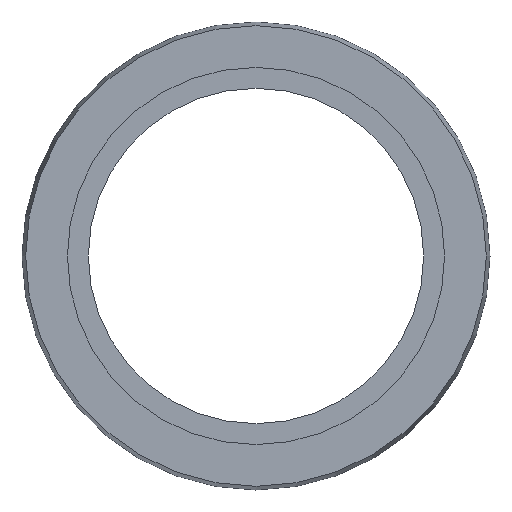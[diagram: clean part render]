
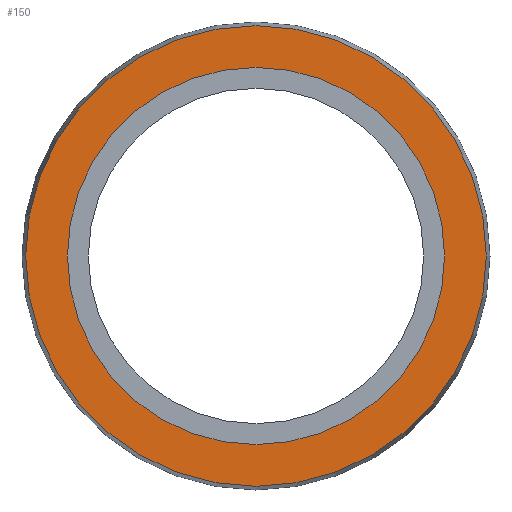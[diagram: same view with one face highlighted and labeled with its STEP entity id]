
A CAD part, left-side view. The second image highlights one B-rep face of the part: STEP entity #150.
In plain terms, the highlighted planar face has unit normal (-1, 0, 0).
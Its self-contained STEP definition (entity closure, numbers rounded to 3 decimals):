
#29=ORIENTED_EDGE('',*,*,#55,.F.);
#30=ORIENTED_EDGE('',*,*,#56,.T.);
#55=EDGE_CURVE('',#68,#68,#81,.T.);
#56=EDGE_CURVE('',#69,#69,#82,.T.);
#68=VERTEX_POINT('',#259);
#69=VERTEX_POINT('',#261);
#81=CIRCLE('',#177,13.5);
#82=CIRCLE('',#178,16.486);
#94=EDGE_LOOP('',(#29));
#95=EDGE_LOOP('',(#30));
#120=FACE_BOUND('',#94,.T.);
#121=FACE_BOUND('',#95,.T.);
#146=PLANE('',#176);
#150=ADVANCED_FACE('',(#120,#121),#146,.F.);
#176=AXIS2_PLACEMENT_3D('',#257,#204,#205);
#177=AXIS2_PLACEMENT_3D('',#258,#206,#207);
#178=AXIS2_PLACEMENT_3D('',#260,#208,#209);
#204=DIRECTION('',(1.,0.,0.));
#205=DIRECTION('',(0.,0.,-1.));
#206=DIRECTION('',(-1.,0.,0.));
#207=DIRECTION('',(0.,0.,1.));
#208=DIRECTION('',(-1.,0.,0.));
#209=DIRECTION('',(0.,0.,1.));
#257=CARTESIAN_POINT('',(-4.,0.,16.486));
#258=CARTESIAN_POINT('',(-4.,0.,0.));
#259=CARTESIAN_POINT('',(-4.,0.,13.5));
#260=CARTESIAN_POINT('',(-4.,0.,0.));
#261=CARTESIAN_POINT('',(-4.,0.,16.486));
